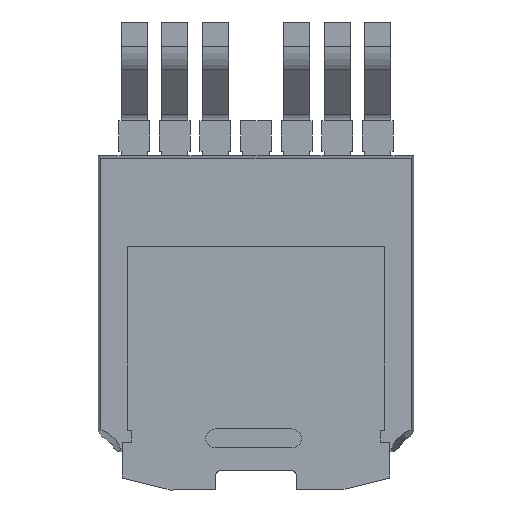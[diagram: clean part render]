
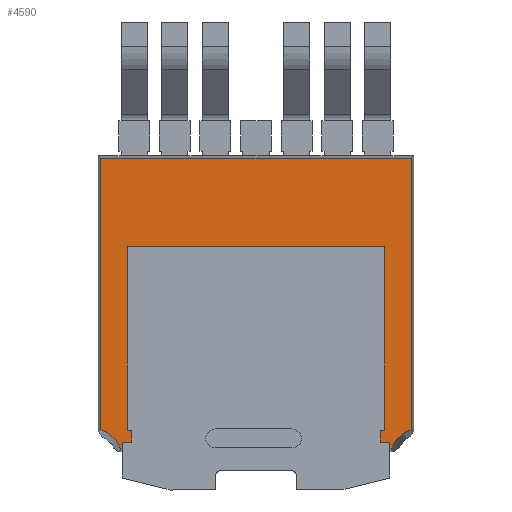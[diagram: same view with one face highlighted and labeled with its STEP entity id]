
A CAD part, front view. The second image highlights one B-rep face of the part: STEP entity #4590.
In plain terms, the highlighted planar face has unit normal (0, -1, 0).
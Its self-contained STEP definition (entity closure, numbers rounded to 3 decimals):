
#46 = VERTEX_POINT ( 'NONE', #7019 ) ;
#74 = VERTEX_POINT ( 'NONE', #7064 ) ;
#80 = CARTESIAN_POINT ( 'NONE',  ( -2.7, 0., 1.2 ) ) ;
#98 = CARTESIAN_POINT ( 'NONE',  ( 2.6, 0., -2.65 ) ) ;
#189 = LINE ( 'NONE', #1056, #1260 ) ;
#228 = VERTEX_POINT ( 'NONE', #3616 ) ;
#317 = DIRECTION ( 'NONE',  ( 0., 0., -1. ) ) ;
#330 = VERTEX_POINT ( 'NONE', #98 ) ;
#366 = CARTESIAN_POINT ( 'NONE',  ( -2.7, 0., -2.65 ) ) ;
#370 = CARTESIAN_POINT ( 'NONE',  ( 2.6, 0., -2.9 ) ) ;
#446 = CARTESIAN_POINT ( 'NONE',  ( 0., 0., -2.9 ) ) ;
#501 = AXIS2_PLACEMENT_3D ( 'NONE', #4957, #4538, #7043 ) ;
#653 = AXIS2_PLACEMENT_3D ( 'NONE', #1183, #7713, #6738 ) ;
#658 = EDGE_CURVE ( 'NONE', #5591, #330, #4869, .T. ) ;
#739 = CARTESIAN_POINT ( 'NONE',  ( -3.248, 0., 0. ) ) ;
#760 = VERTEX_POINT ( 'NONE', #841 ) ;
#820 = CARTESIAN_POINT ( 'NONE',  ( -3.248, 0., 3.048 ) ) ;
#839 = DIRECTION ( 'NONE',  ( -1., 0., 0. ) ) ;
#841 = CARTESIAN_POINT ( 'NONE',  ( -2.8, 0., -3.048 ) ) ;
#919 = LINE ( 'NONE', #7629, #2912 ) ;
#961 = CARTESIAN_POINT ( 'NONE',  ( 0., 0., -2.65 ) ) ;
#962 = ORIENTED_EDGE ( 'NONE', *, *, #3879, .F. ) ;
#1019 = VECTOR ( 'NONE', #1597, 1000. ) ;
#1032 = DIRECTION ( 'NONE',  ( 0., 0., 1. ) ) ;
#1056 = CARTESIAN_POINT ( 'NONE',  ( 3.248, 0., 0. ) ) ;
#1183 = CARTESIAN_POINT ( 'NONE',  ( 3.454, 0., -3.259 ) ) ;
#1260 = VECTOR ( 'NONE', #6495, 1000. ) ;
#1301 = CARTESIAN_POINT ( 'NONE',  ( -2.8, 0., -2.9 ) ) ;
#1327 = LINE ( 'NONE', #4998, #7459 ) ;
#1334 = EDGE_CURVE ( 'NONE', #5654, #1468, #2543, .T. ) ;
#1419 = VERTEX_POINT ( 'NONE', #1301 ) ;
#1445 = EDGE_LOOP ( 'NONE', ( #6048, #3975, #3494, #7597, #1720, #4688, #5069, #7846, #4797, #962, #1768, #5801, #3460, #2095, #2808, #6534, #3904, #4120 ) ) ;
#1468 = VERTEX_POINT ( 'NONE', #820 ) ;
#1557 = CARTESIAN_POINT ( 'NONE',  ( 2.7, 0., -2.65 ) ) ;
#1597 = DIRECTION ( 'NONE',  ( 1., 0., 0. ) ) ;
#1720 = ORIENTED_EDGE ( 'NONE', *, *, #4197, .F. ) ;
#1741 = VECTOR ( 'NONE', #5216, 1000. ) ;
#1768 = ORIENTED_EDGE ( 'NONE', *, *, #5876, .F. ) ;
#1776 = EDGE_CURVE ( 'NONE', #1419, #760, #1327, .T. ) ;
#1800 = DIRECTION ( 'NONE',  ( 0., 0., 1. ) ) ;
#1888 = VECTOR ( 'NONE', #1032, 1000. ) ;
#1927 = CARTESIAN_POINT ( 'NONE',  ( 2.6, 0., 0. ) ) ;
#1949 = CARTESIAN_POINT ( 'NONE',  ( 2.8, 0., -3.048 ) ) ;
#2009 = CARTESIAN_POINT ( 'NONE',  ( -2.835, 0., -3.048 ) ) ;
#2048 = VERTEX_POINT ( 'NONE', #7869 ) ;
#2053 = CARTESIAN_POINT ( 'NONE',  ( 0., 0., 3.048 ) ) ;
#2069 = CARTESIAN_POINT ( 'NONE',  ( 0., 0., 0. ) ) ;
#2072 = LINE ( 'NONE', #2146, #3670 ) ;
#2095 = ORIENTED_EDGE ( 'NONE', *, *, #5493, .F. ) ;
#2146 = CARTESIAN_POINT ( 'NONE',  ( -2.7, 0., 0. ) ) ;
#2347 = EDGE_CURVE ( 'NONE', #6207, #7883, #7590, .T. ) ;
#2376 = VERTEX_POINT ( 'NONE', #1557 ) ;
#2394 = LINE ( 'NONE', #3040, #3473 ) ;
#2481 = EDGE_CURVE ( 'NONE', #46, #228, #3147, .T. ) ;
#2543 = LINE ( 'NONE', #739, #6674 ) ;
#2640 = VECTOR ( 'NONE', #2850, 1000. ) ;
#2671 = FACE_OUTER_BOUND ( 'NONE', #1445, .T. ) ;
#2716 = VECTOR ( 'NONE', #6398, 1000. ) ;
#2742 = DIRECTION ( 'NONE',  ( -1., 0., 0. ) ) ;
#2808 = ORIENTED_EDGE ( 'NONE', *, *, #3396, .F. ) ;
#2845 = VERTEX_POINT ( 'NONE', #4261 ) ;
#2850 = DIRECTION ( 'NONE',  ( 0., 0., 1. ) ) ;
#2912 = VECTOR ( 'NONE', #4008, 1000. ) ;
#2994 = VERTEX_POINT ( 'NONE', #2009 ) ;
#3040 = CARTESIAN_POINT ( 'NONE',  ( 0., 0., -2.9 ) ) ;
#3147 = LINE ( 'NONE', #5611, #7081 ) ;
#3194 = CIRCLE ( 'NONE', #501, 0.655 ) ;
#3219 = DIRECTION ( 'NONE',  ( 1., 0., 0. ) ) ;
#3273 = EDGE_CURVE ( 'NONE', #2048, #5591, #2394, .T. ) ;
#3386 = DIRECTION ( 'NONE',  ( 0., 0., 1. ) ) ;
#3396 = EDGE_CURVE ( 'NONE', #6207, #4129, #4616, .T. ) ;
#3460 = ORIENTED_EDGE ( 'NONE', *, *, #3273, .F. ) ;
#3473 = VECTOR ( 'NONE', #839, 1000. ) ;
#3485 = CARTESIAN_POINT ( 'NONE',  ( -3.248, 0., -2.638 ) ) ;
#3494 = ORIENTED_EDGE ( 'NONE', *, *, #4290, .F. ) ;
#3521 = DIRECTION ( 'NONE',  ( -1., 0., 0. ) ) ;
#3616 = CARTESIAN_POINT ( 'NONE',  ( -2.6, 0., -2.9 ) ) ;
#3670 = VECTOR ( 'NONE', #317, 1000. ) ;
#3686 = VECTOR ( 'NONE', #2742, 1000. ) ;
#3745 = CARTESIAN_POINT ( 'NONE',  ( 2.835, 0., -3.048 ) ) ;
#3879 = EDGE_CURVE ( 'NONE', #2376, #74, #5329, .T. ) ;
#3904 = ORIENTED_EDGE ( 'NONE', *, *, #7427, .F. ) ;
#3975 = ORIENTED_EDGE ( 'NONE', *, *, #7653, .T. ) ;
#4001 = PLANE ( 'NONE',  #6430 ) ;
#4008 = DIRECTION ( 'NONE',  ( -1., 0., 0. ) ) ;
#4120 = ORIENTED_EDGE ( 'NONE', *, *, #5362, .F. ) ;
#4129 = VERTEX_POINT ( 'NONE', #1949 ) ;
#4197 = EDGE_CURVE ( 'NONE', #228, #1419, #4704, .T. ) ;
#4261 = CARTESIAN_POINT ( 'NONE',  ( 3.248, 0., 3.048 ) ) ;
#4290 = EDGE_CURVE ( 'NONE', #760, #2994, #919, .T. ) ;
#4332 = VECTOR ( 'NONE', #3521, 1000. ) ;
#4393 = DIRECTION ( 'NONE',  ( 0., 0., 1. ) ) ;
#4538 = DIRECTION ( 'NONE',  ( 0., 1., 0. ) ) ;
#4550 = CARTESIAN_POINT ( 'NONE',  ( 0., 0., 1.2 ) ) ;
#4590 = ADVANCED_FACE ( 'NONE', ( #2671 ), #4001, .F. ) ;
#4605 = DIRECTION ( 'NONE',  ( 0., 1., 0. ) ) ;
#4616 = LINE ( 'NONE', #6998, #2716 ) ;
#4688 = ORIENTED_EDGE ( 'NONE', *, *, #2481, .F. ) ;
#4697 = CARTESIAN_POINT ( 'NONE',  ( 3.248, 0., -2.638 ) ) ;
#4704 = LINE ( 'NONE', #446, #4332 ) ;
#4797 = ORIENTED_EDGE ( 'NONE', *, *, #7396, .F. ) ;
#4869 = LINE ( 'NONE', #1927, #6015 ) ;
#4957 = CARTESIAN_POINT ( 'NONE',  ( -3.454, 0., -3.259 ) ) ;
#4998 = CARTESIAN_POINT ( 'NONE',  ( -2.8, 0., 0. ) ) ;
#5069 = ORIENTED_EDGE ( 'NONE', *, *, #7842, .F. ) ;
#5071 = LINE ( 'NONE', #5827, #1741 ) ;
#5142 = VECTOR ( 'NONE', #3219, 1000. ) ;
#5216 = DIRECTION ( 'NONE',  ( 1., 0., 0. ) ) ;
#5224 = LINE ( 'NONE', #961, #1019 ) ;
#5329 = LINE ( 'NONE', #5975, #1888 ) ;
#5362 = EDGE_CURVE ( 'NONE', #1468, #2845, #5837, .T. ) ;
#5493 = EDGE_CURVE ( 'NONE', #4129, #2048, #5957, .T. ) ;
#5591 = VERTEX_POINT ( 'NONE', #370 ) ;
#5611 = CARTESIAN_POINT ( 'NONE',  ( -2.6, 0., 0. ) ) ;
#5654 = VERTEX_POINT ( 'NONE', #3485 ) ;
#5801 = ORIENTED_EDGE ( 'NONE', *, *, #658, .F. ) ;
#5827 = CARTESIAN_POINT ( 'NONE',  ( 0., 0., -2.65 ) ) ;
#5837 = LINE ( 'NONE', #2053, #5142 ) ;
#5876 = EDGE_CURVE ( 'NONE', #330, #2376, #5071, .T. ) ;
#5957 = LINE ( 'NONE', #7839, #2640 ) ;
#5975 = CARTESIAN_POINT ( 'NONE',  ( 2.7, 0., 0. ) ) ;
#6015 = VECTOR ( 'NONE', #1800, 1000. ) ;
#6048 = ORIENTED_EDGE ( 'NONE', *, *, #1334, .F. ) ;
#6207 = VERTEX_POINT ( 'NONE', #3745 ) ;
#6302 = LINE ( 'NONE', #4550, #3686 ) ;
#6398 = DIRECTION ( 'NONE',  ( -1., 0., 0. ) ) ;
#6430 = AXIS2_PLACEMENT_3D ( 'NONE', #2069, #4605, #3386 ) ;
#6495 = DIRECTION ( 'NONE',  ( 0., 0., -1. ) ) ;
#6508 = VERTEX_POINT ( 'NONE', #80 ) ;
#6534 = ORIENTED_EDGE ( 'NONE', *, *, #2347, .T. ) ;
#6581 = EDGE_CURVE ( 'NONE', #6508, #7804, #2072, .T. ) ;
#6674 = VECTOR ( 'NONE', #4393, 1000. ) ;
#6738 = DIRECTION ( 'NONE',  ( 0., 0., 1. ) ) ;
#6777 = DIRECTION ( 'NONE',  ( 0., 0., -1. ) ) ;
#6998 = CARTESIAN_POINT ( 'NONE',  ( 0., 0., -3.048 ) ) ;
#7019 = CARTESIAN_POINT ( 'NONE',  ( -2.6, 0., -2.65 ) ) ;
#7043 = DIRECTION ( 'NONE',  ( 0., 0., 1. ) ) ;
#7064 = CARTESIAN_POINT ( 'NONE',  ( 2.7, 0., 1.2 ) ) ;
#7081 = VECTOR ( 'NONE', #6777, 1000. ) ;
#7320 = DIRECTION ( 'NONE',  ( 0., 0., -1. ) ) ;
#7396 = EDGE_CURVE ( 'NONE', #74, #6508, #6302, .T. ) ;
#7427 = EDGE_CURVE ( 'NONE', #2845, #7883, #189, .T. ) ;
#7459 = VECTOR ( 'NONE', #7320, 1000. ) ;
#7590 = CIRCLE ( 'NONE', #653, 0.655 ) ;
#7597 = ORIENTED_EDGE ( 'NONE', *, *, #1776, .F. ) ;
#7629 = CARTESIAN_POINT ( 'NONE',  ( 0., 0., -3.048 ) ) ;
#7653 = EDGE_CURVE ( 'NONE', #5654, #2994, #3194, .T. ) ;
#7713 = DIRECTION ( 'NONE',  ( 0., 1., 0. ) ) ;
#7804 = VERTEX_POINT ( 'NONE', #366 ) ;
#7839 = CARTESIAN_POINT ( 'NONE',  ( 2.8, 0., 0. ) ) ;
#7842 = EDGE_CURVE ( 'NONE', #7804, #46, #5224, .T. ) ;
#7846 = ORIENTED_EDGE ( 'NONE', *, *, #6581, .F. ) ;
#7869 = CARTESIAN_POINT ( 'NONE',  ( 2.8, 0., -2.9 ) ) ;
#7883 = VERTEX_POINT ( 'NONE', #4697 ) ;
